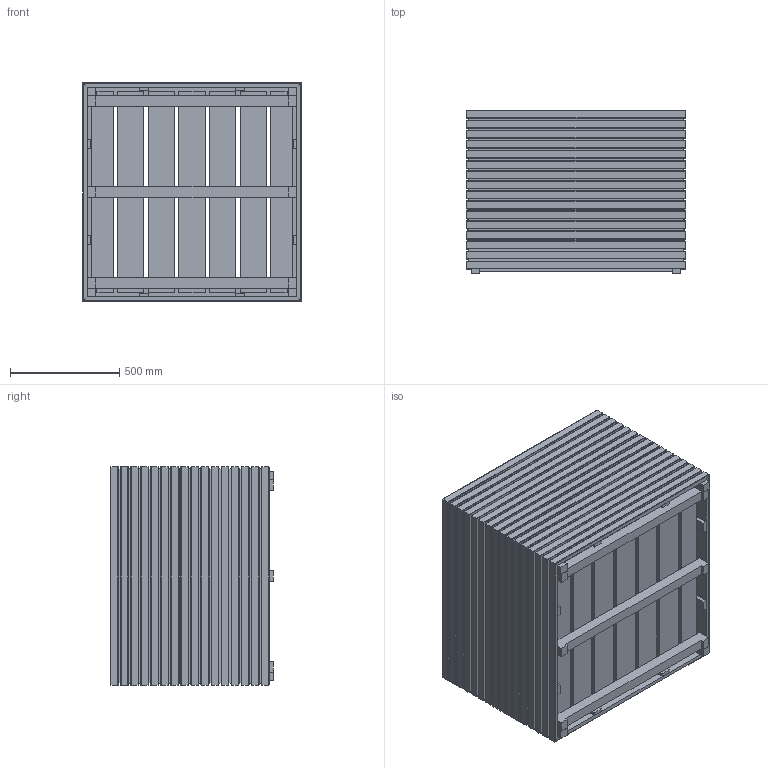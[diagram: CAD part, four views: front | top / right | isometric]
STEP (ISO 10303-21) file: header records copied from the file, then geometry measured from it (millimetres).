
FILE_DESCRIPTION (( 'STEP AP214' ), '1' );
FILE_NAME ('HRS5.1-2021.STEP', '2021-04-21T14:20:37', ( '' ), ( '' ), 'SwSTEP 2.0', 'SolidWorks 2020', '' );
FILE_SCHEMA (( 'AUTOMOTIVE_DESIGN' ));
Length unit declared in the file: millimetre
Products named in the file (8): HRS5.1-2021 plank 2; HRS5.1-2021 beam top; HRS5.1-2021 bottom 2; HRS5.1-2021 beam bottom; HRS5.1-2021 bottom; HRS5.1-2021 plank 1; HRS5.1-2021; HRS5.1-2021 beam 1
Assembly tree (46 placements, depth 2):
  HRS5.1-2021
    HRS5.1-2021 plank 1  x20
    HRS5.1-2021 beam 1  x4
    HRS5.1-2021 beam top  x4
    HRS5.1-2021 beam bottom  x3
    HRS5.1-2021 plank 2  x8
    HRS5.1-2021 bottom 2  x5
    HRS5.1-2021 bottom  x2
Bounding box: 1000 x 746 x 1000 mm (x, y, z)
Volume: 97948101.4 mm3; surface area: 11501268.9 mm2
Topology: 46 solids, 46 shells, 640 faces, 1644 edges, 1096 vertices
Faces by surface type: plane 504, cylinder 136
Entity records: 2700 total; most frequent: CARTESIAN_POINT 471, DIRECTION 396, ORIENTED_EDGE 348, EDGE_CURVE 174, VECTOR 154, LINE 154, AXIS2_PLACEMENT_3D 121, VERTEX_POINT 116
